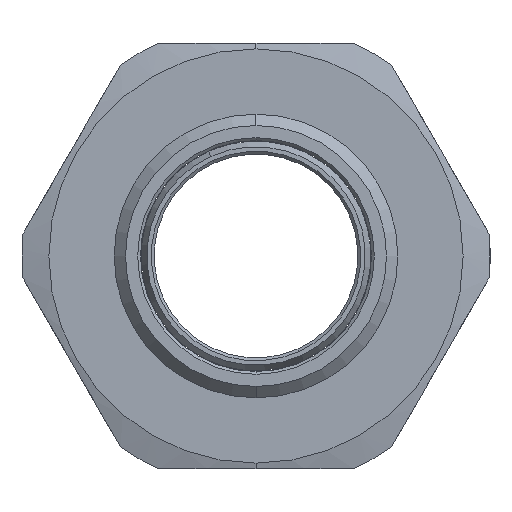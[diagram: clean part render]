
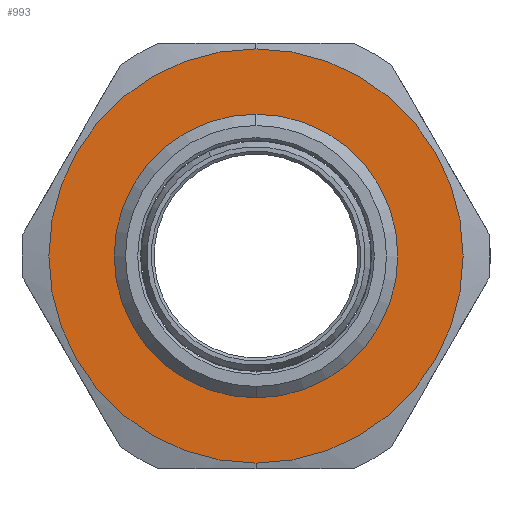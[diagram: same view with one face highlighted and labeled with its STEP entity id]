
A CAD part, left-side view. The second image highlights one B-rep face of the part: STEP entity #993.
In plain terms, the highlighted planar face has unit normal (-1, 0, 0).
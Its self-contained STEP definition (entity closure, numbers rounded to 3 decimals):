
#143 = CIRCLE ( 'NONE', #2804, 18.25 ) ;
#160 = VERTEX_POINT ( 'NONE', #2949 ) ;
#178 = CARTESIAN_POINT ( 'NONE',  ( 15., 0., 0. ) ) ;
#225 = DIRECTION ( 'NONE',  ( 1., 0., 0. ) ) ;
#233 = CARTESIAN_POINT ( 'NONE',  ( 15., 0., 0. ) ) ;
#283 = FACE_BOUND ( 'NONE', #2865, .T. ) ;
#318 = CARTESIAN_POINT ( 'NONE',  ( 15., 0., 0. ) ) ;
#430 = VERTEX_POINT ( 'NONE', #2233 ) ;
#608 = DIRECTION ( 'NONE',  ( -1., 0., 0. ) ) ;
#688 = VERTEX_POINT ( 'NONE', #1746 ) ;
#866 = EDGE_CURVE ( 'NONE', #160, #430, #3444, .T. ) ;
#960 = CARTESIAN_POINT ( 'NONE',  ( 15., 0., 0. ) ) ;
#987 = ORIENTED_EDGE ( 'NONE', *, *, #1403, .T. ) ;
#993 = ADVANCED_FACE ( 'NONE', ( #283, #2286 ), #2252, .F. ) ;
#1043 = CIRCLE ( 'NONE', #3614, 18.25 ) ;
#1098 = CARTESIAN_POINT ( 'NONE',  ( 15., 0., -18.25 ) ) ;
#1304 = AXIS2_PLACEMENT_3D ( 'NONE', #3666, #225, #2803 ) ;
#1320 = DIRECTION ( 'NONE',  ( -1., 0., 0. ) ) ;
#1403 = EDGE_CURVE ( 'NONE', #688, #3665, #143, .T. ) ;
#1597 = DIRECTION ( 'NONE',  ( 0., 0., 1. ) ) ;
#1743 = CIRCLE ( 'NONE', #3324, 12.5 ) ;
#1746 = CARTESIAN_POINT ( 'NONE',  ( 15., 0., 18.25 ) ) ;
#1860 = EDGE_LOOP ( 'NONE', ( #3130, #987 ) ) ;
#2194 = DIRECTION ( 'NONE',  ( 0., 0., 1. ) ) ;
#2233 = CARTESIAN_POINT ( 'NONE',  ( 15., 0., -12.5 ) ) ;
#2252 = PLANE ( 'NONE',  #1304 ) ;
#2281 = DIRECTION ( 'NONE',  ( 0., 0., 1. ) ) ;
#2286 = FACE_OUTER_BOUND ( 'NONE', #1860, .T. ) ;
#2332 = DIRECTION ( 'NONE',  ( -1., 0., 0. ) ) ;
#2469 = ORIENTED_EDGE ( 'NONE', *, *, #866, .F. ) ;
#2538 = DIRECTION ( 'NONE',  ( -1., 0., 0. ) ) ;
#2803 = DIRECTION ( 'NONE',  ( 0., 0., -1. ) ) ;
#2804 = AXIS2_PLACEMENT_3D ( 'NONE', #233, #2538, #2194 ) ;
#2865 = EDGE_LOOP ( 'NONE', ( #3094, #2469 ) ) ;
#2899 = EDGE_CURVE ( 'NONE', #430, #160, #1743, .T. ) ;
#2949 = CARTESIAN_POINT ( 'NONE',  ( 15., 0., 12.5 ) ) ;
#3014 = EDGE_CURVE ( 'NONE', #3665, #688, #1043, .T. ) ;
#3039 = AXIS2_PLACEMENT_3D ( 'NONE', #178, #1320, #1597 ) ;
#3094 = ORIENTED_EDGE ( 'NONE', *, *, #2899, .F. ) ;
#3130 = ORIENTED_EDGE ( 'NONE', *, *, #3014, .T. ) ;
#3179 = DIRECTION ( 'NONE',  ( 0., 0., 1. ) ) ;
#3324 = AXIS2_PLACEMENT_3D ( 'NONE', #318, #608, #2281 ) ;
#3444 = CIRCLE ( 'NONE', #3039, 12.5 ) ;
#3614 = AXIS2_PLACEMENT_3D ( 'NONE', #960, #2332, #3179 ) ;
#3665 = VERTEX_POINT ( 'NONE', #1098 ) ;
#3666 = CARTESIAN_POINT ( 'NONE',  ( 15., 12.5, 0. ) ) ;
